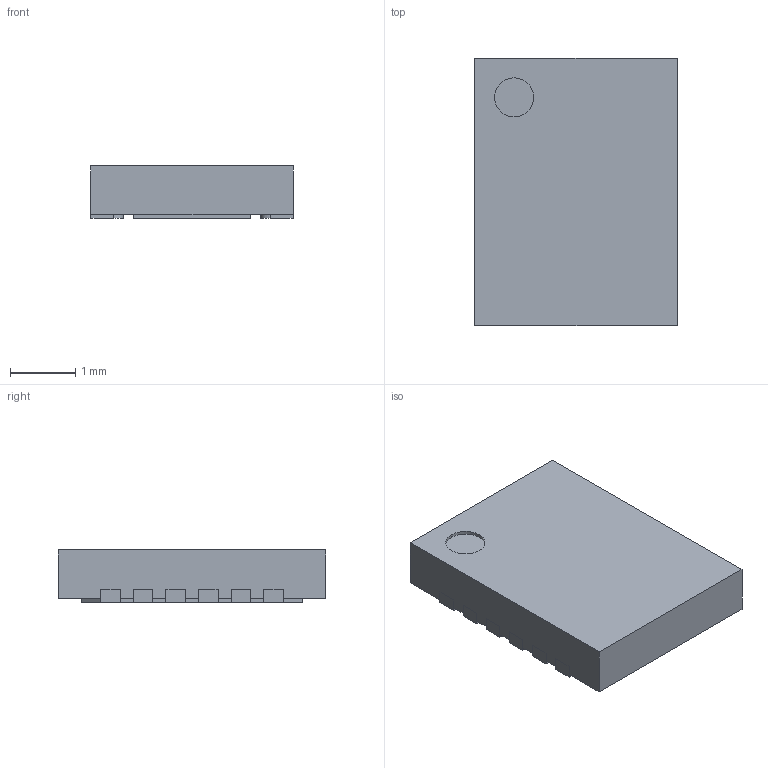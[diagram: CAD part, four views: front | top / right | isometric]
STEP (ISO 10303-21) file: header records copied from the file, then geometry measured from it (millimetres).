
FILE_DESCRIPTION((''),'2;1');
FILE_NAME('SON50P300X400X80-13N-R180X340.stp','2010-01-18T14:19:19',(''),(''),'Mechanical Desktop 2006','Mechanical Desktop 2006',', , ');
FILE_SCHEMA(('AUTOMOTIVE_DESIGN { 1 2 10303 214 0 1 1 1 }'));
Length unit declared in the file: millimetre
Products named in the file (1): Product
Bounding box: 3.1 x 4.1 x 0.8 mm (x, y, z)
Volume: 9.9 mm3; surface area: 60.5 mm2
Topology: 14 solids, 14 shells, 166 faces, 408 edges, 272 vertices
Faces by surface type: bspline 72, plane 68, cylinder 26
Entity records: 5243 total; most frequent: CARTESIAN_POINT 1399, ORIENTED_EDGE 816, DIRECTION 698, EDGE_CURVE 408, VECTOR 308, LINE 308, VERTEX_POINT 272, AXIS2_PLACEMENT_3D 195
